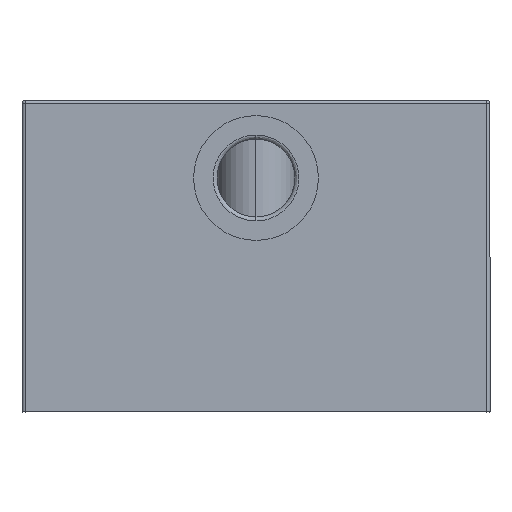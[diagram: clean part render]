
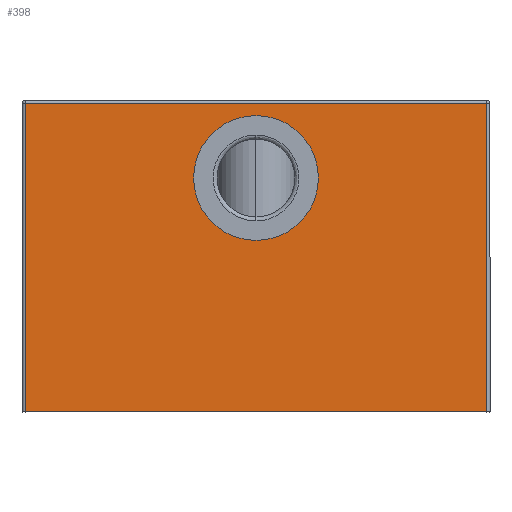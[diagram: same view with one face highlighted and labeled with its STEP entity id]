
A CAD part, left-side view. The second image highlights one B-rep face of the part: STEP entity #398.
In plain terms, the highlighted planar face has unit normal (-1, 0, 0).
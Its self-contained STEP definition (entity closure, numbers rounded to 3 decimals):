
#161 = CARTESIAN_POINT ( 'NONE',  ( -65., 0., 11. ) ) ;
#398 = ADVANCED_FACE ( 'NONE', ( #1480, #9771 ), #6332, .F. ) ;
#583 = VERTEX_POINT ( 'NONE', #161 ) ;
#786 = EDGE_CURVE ( 'NONE', #5532, #7600, #5225, .T. ) ;
#937 = EDGE_CURVE ( 'NONE', #1700, #5532, #8995, .T. ) ;
#1058 = AXIS2_PLACEMENT_3D ( 'NONE', #8834, #5595, #4708 ) ;
#1117 = EDGE_CURVE ( 'NONE', #7600, #2973, #9758, .T. ) ;
#1286 = CARTESIAN_POINT ( 'NONE',  ( -65., 0., 19.8 ) ) ;
#1312 = VERTEX_POINT ( 'NONE', #4706 ) ;
#1480 = FACE_OUTER_BOUND ( 'NONE', #8389, .T. ) ;
#1700 = VERTEX_POINT ( 'NONE', #3709 ) ;
#1738 = VECTOR ( 'NONE', #5746, 1000. ) ;
#1816 = CARTESIAN_POINT ( 'NONE',  ( -65., -14.8, 19.8 ) ) ;
#1840 = EDGE_CURVE ( 'NONE', #1312, #583, #10111, .T. ) ;
#2002 = LINE ( 'NONE', #9000, #9384 ) ;
#2063 = DIRECTION ( 'NONE',  ( 0., -1., 0. ) ) ;
#2387 = DIRECTION ( 'NONE',  ( 0., 0., -1. ) ) ;
#2410 = AXIS2_PLACEMENT_3D ( 'NONE', #8049, #5583, #2387 ) ;
#2421 = DIRECTION ( 'NONE',  ( 0., 0., 1. ) ) ;
#2619 = AXIS2_PLACEMENT_3D ( 'NONE', #3912, #10381, #2421 ) ;
#2827 = ORIENTED_EDGE ( 'NONE', *, *, #937, .F. ) ;
#2973 = VERTEX_POINT ( 'NONE', #3547 ) ;
#3547 = CARTESIAN_POINT ( 'NONE',  ( -65., -14.8, 0. ) ) ;
#3680 = EDGE_LOOP ( 'NONE', ( #10414, #7555 ) ) ;
#3709 = CARTESIAN_POINT ( 'NONE',  ( -65., 14.8, 0. ) ) ;
#3870 = CIRCLE ( 'NONE', #1058, 4. ) ;
#3912 = CARTESIAN_POINT ( 'NONE',  ( -65., 0., 15. ) ) ;
#4432 = DIRECTION ( 'NONE',  ( 0., 0., -1. ) ) ;
#4706 = CARTESIAN_POINT ( 'NONE',  ( -65., 0., 19. ) ) ;
#4708 = DIRECTION ( 'NONE',  ( 0., 0., 1. ) ) ;
#5225 = LINE ( 'NONE', #1286, #7235 ) ;
#5532 = VERTEX_POINT ( 'NONE', #8256 ) ;
#5583 = DIRECTION ( 'NONE',  ( 1., 0., 0. ) ) ;
#5595 = DIRECTION ( 'NONE',  ( -1., 0., 0. ) ) ;
#5746 = DIRECTION ( 'NONE',  ( 0., 0., 1. ) ) ;
#6134 = CARTESIAN_POINT ( 'NONE',  ( -65., -14.8, 20. ) ) ;
#6332 = PLANE ( 'NONE',  #2410 ) ;
#6990 = ORIENTED_EDGE ( 'NONE', *, *, #1117, .F. ) ;
#7235 = VECTOR ( 'NONE', #2063, 1000. ) ;
#7355 = ORIENTED_EDGE ( 'NONE', *, *, #9201, .T. ) ;
#7555 = ORIENTED_EDGE ( 'NONE', *, *, #9046, .F. ) ;
#7600 = VERTEX_POINT ( 'NONE', #1816 ) ;
#8049 = CARTESIAN_POINT ( 'NONE',  ( -65., 0., 20. ) ) ;
#8120 = VECTOR ( 'NONE', #4432, 1000. ) ;
#8174 = CARTESIAN_POINT ( 'NONE',  ( -65., 14.8, 20. ) ) ;
#8256 = CARTESIAN_POINT ( 'NONE',  ( -65., 14.8, 19.8 ) ) ;
#8389 = EDGE_LOOP ( 'NONE', ( #6990, #10052, #2827, #7355 ) ) ;
#8834 = CARTESIAN_POINT ( 'NONE',  ( -65., 0., 15. ) ) ;
#8995 = LINE ( 'NONE', #8174, #1738 ) ;
#9000 = CARTESIAN_POINT ( 'NONE',  ( -65., 0., 0. ) ) ;
#9046 = EDGE_CURVE ( 'NONE', #583, #1312, #3870, .T. ) ;
#9201 = EDGE_CURVE ( 'NONE', #1700, #2973, #2002, .T. ) ;
#9384 = VECTOR ( 'NONE', #9680, 1000. ) ;
#9680 = DIRECTION ( 'NONE',  ( 0., -1., 0. ) ) ;
#9758 = LINE ( 'NONE', #6134, #8120 ) ;
#9771 = FACE_BOUND ( 'NONE', #3680, .T. ) ;
#10052 = ORIENTED_EDGE ( 'NONE', *, *, #786, .F. ) ;
#10111 = CIRCLE ( 'NONE', #2619, 4. ) ;
#10381 = DIRECTION ( 'NONE',  ( -1., 0., 0. ) ) ;
#10414 = ORIENTED_EDGE ( 'NONE', *, *, #1840, .F. ) ;
